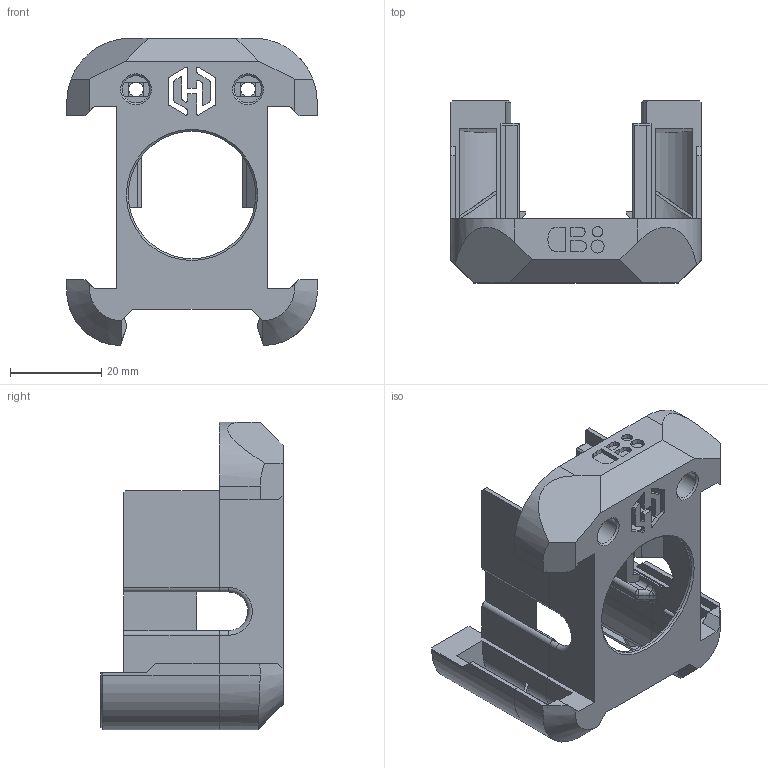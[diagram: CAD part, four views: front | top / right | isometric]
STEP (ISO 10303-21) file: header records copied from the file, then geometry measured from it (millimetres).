
FILE_DESCRIPTION(/* description */ (''),/* implementation_level */ '2;1');
FILE_NAME(/* name */ 'cowl_no_probe.step',/* time_stamp */ '2024-09-10T22:31:35Z',/* author */ (''),/* organization */ (''),/* preprocessor_version */ 'ST-DEVELOPER v20',/* originating_system */ 'Autodesk Translation Framework v13.14.0.145',/* authorisation */ '');
FILE_SCHEMA (('AUTOMOTIVE_DESIGN { 1 0 10303 214 3 1 1 }'));
Length unit declared in the file: millimetre
Products named in the file (1): cowl_no_probe
Bounding box: 55 x 40 x 67.5 mm (x, y, z)
Volume: 17062.6 mm3; surface area: 18143.6 mm2
Topology: 3 solids, 3 shells, 442 faces, 1218 edges, 789 vertices
Faces by surface type: plane 275, cylinder 97, bspline 47, cone 15, torus 4, sphere 4
Full cylindrical faces by diameter (mm): 3.2 x2, 3.3 x2, 4.7 x2, 6 x2, 28 x1
Entity records: 14433 total; most frequent: CARTESIAN_POINT 3247, ORIENTED_EDGE 2436, DIRECTION 2160, EDGE_CURVE 1218, LINE 860, VECTOR 860, VERTEX_POINT 789, AXIS2_PLACEMENT_3D 650
